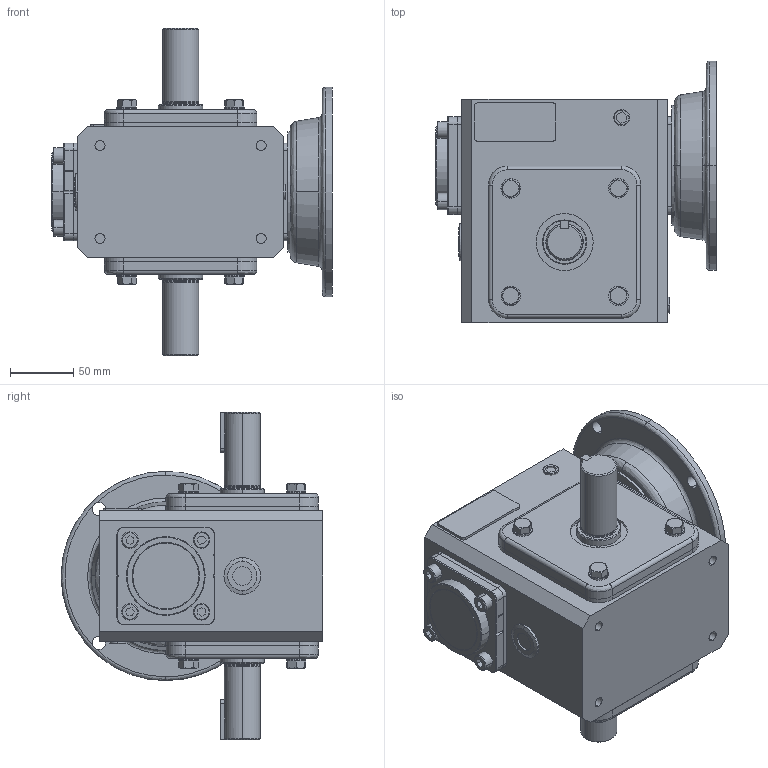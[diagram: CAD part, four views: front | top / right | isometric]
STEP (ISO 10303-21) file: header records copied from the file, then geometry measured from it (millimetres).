
FILE_DESCRIPTION (( 'STEP AP203' ), '1' );
FILE_NAME ('WG-237-060-D.step', '2016-02-01T15:08:56', ( '' ), ( '' ), 'SwSTEP 2.0', 'SolidWorks 2015', '' );
FILE_SCHEMA (( 'CONFIG_CONTROL_DESIGN' ));
Length unit declared in the file: inch
Products named in the file (1): WG-237-060-D
Bounding box: 221 x 206.32 x 258.4 mm (x, y, z)
Volume: 3705261.8 mm3; surface area: 339068.1 mm2
Topology: 39 solids, 39 shells, 572 faces, 1297 edges, 832 vertices
Faces by surface type: plane 308, cylinder 164, cone 72, bspline 28
Entity records: 17163 total; most frequent: CARTESIAN_POINT 4202, DIRECTION 2722, ORIENTED_EDGE 2586, EDGE_CURVE 1293, AXIS2_PLACEMENT_3D 984, VERTEX_POINT 832, VECTOR 754, LINE 754
